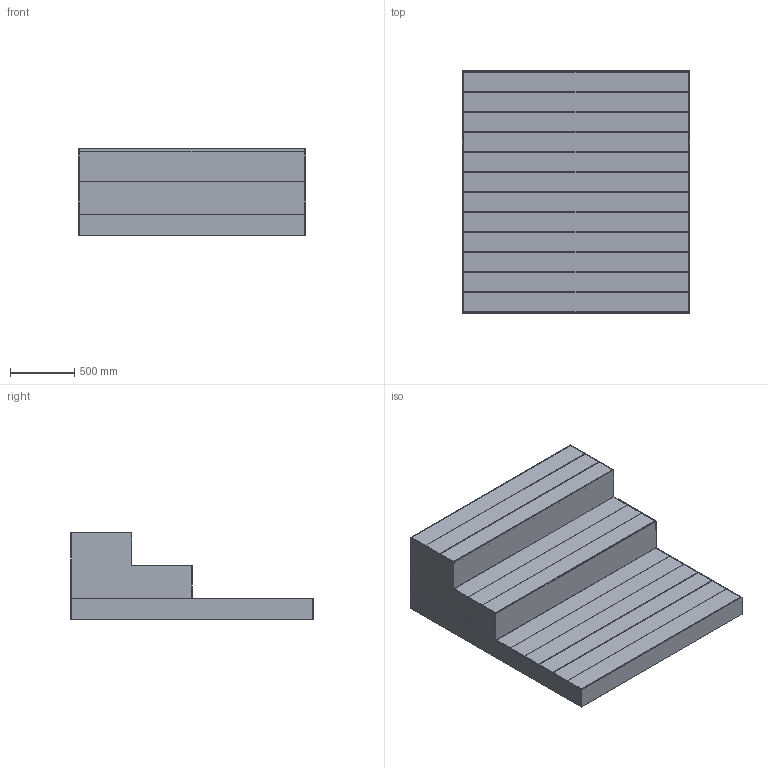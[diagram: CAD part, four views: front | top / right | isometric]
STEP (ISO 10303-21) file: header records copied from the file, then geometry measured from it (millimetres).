
FILE_DESCRIPTION(/* description */ (''),/* implementation_level */ '2;1');
FILE_NAME(/* name */ 'MO-1677-ES',/* time_stamp */ '2024-03-14T15:55:17+01:00',/* author */ (''),/* organization */ (''),/* preprocessor_version */ 'ST-DEVELOPER v19.2',/* originating_system */ 'Rhino 8.4',/* authorisation */ '');
FILE_SCHEMA (('CONFIG_CONTROL_DESIGN'));
Length unit declared in the file: inch
Products named in the file (1): Document
Bounding box: 1765.3 x 1879.6 x 673.1 mm (x, y, z)
Volume: 304136738.5 mm3; surface area: 42502495.6 mm2
Topology: 40 solids, 40 shells, 272 faces, 592 edges, 392 vertices
Faces by surface type: plane 272
Entity records: 6430 total; most frequent: CARTESIAN_POINT 1850, ORIENTED_EDGE 1184, EDGE_CURVE 592, B_SPLINE_CURVE_WITH_KNOTS 592, VERTEX_POINT 392, EDGE_LOOP 280, DIRECTION 276, AXIS2_PLACEMENT_3D 274
